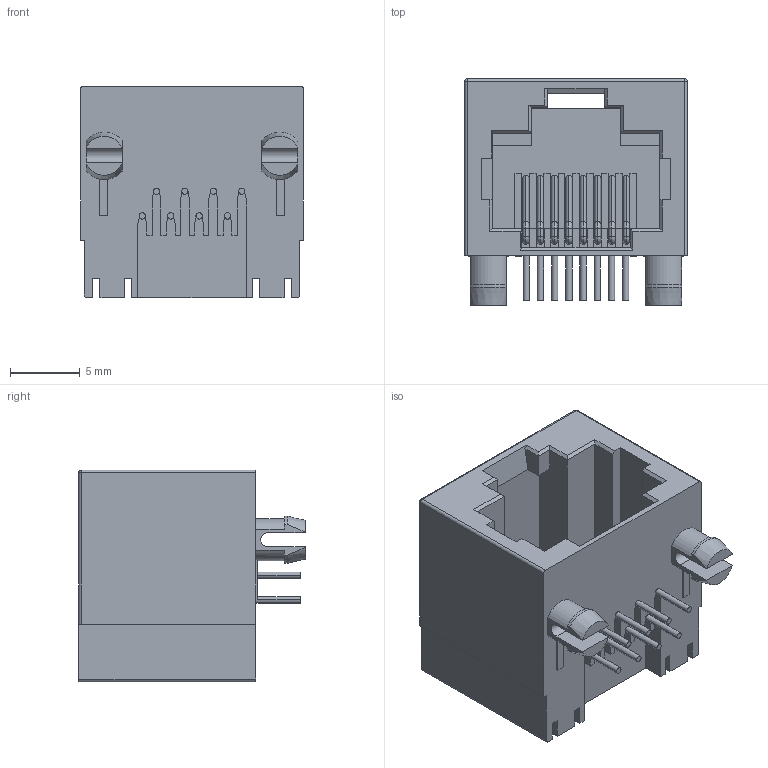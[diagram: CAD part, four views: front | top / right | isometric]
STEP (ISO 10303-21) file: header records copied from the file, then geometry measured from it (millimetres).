
FILE_DESCRIPTION((''),'2;1');
FILE_NAME('DGKYD561188IWD1DY1027','2024-06-05T11:19:27',('DGKYD'),(''),'CREO PARAMETRIC BY PTC INC, 2019010','CREO PARAMETRIC BY PTC INC, 2019010','');
FILE_SCHEMA(('CONFIG_CONTROL_DESIGN'));
Length unit declared in the file: millimetre
Products named in the file (1): DGKYD561188IWD1DY1027
Bounding box: 16 x 16.25 x 15.2 mm (x, y, z)
Volume: 1457.1 mm3; surface area: 2763.1 mm2
Topology: 1 solids, 1 shells, 379 faces, 1024 edges, 655 vertices
Faces by surface type: plane 258, cylinder 83, torus 32, cone 4, sphere 2
Entity records: 11809 total; most frequent: CARTESIAN_POINT 2089, ORIENTED_EDGE 2044, DIRECTION 1998, EDGE_CURVE 1022, VECTOR 788, LINE 788, VERTEX_POINT 655, AXIS2_PLACEMENT_3D 605
